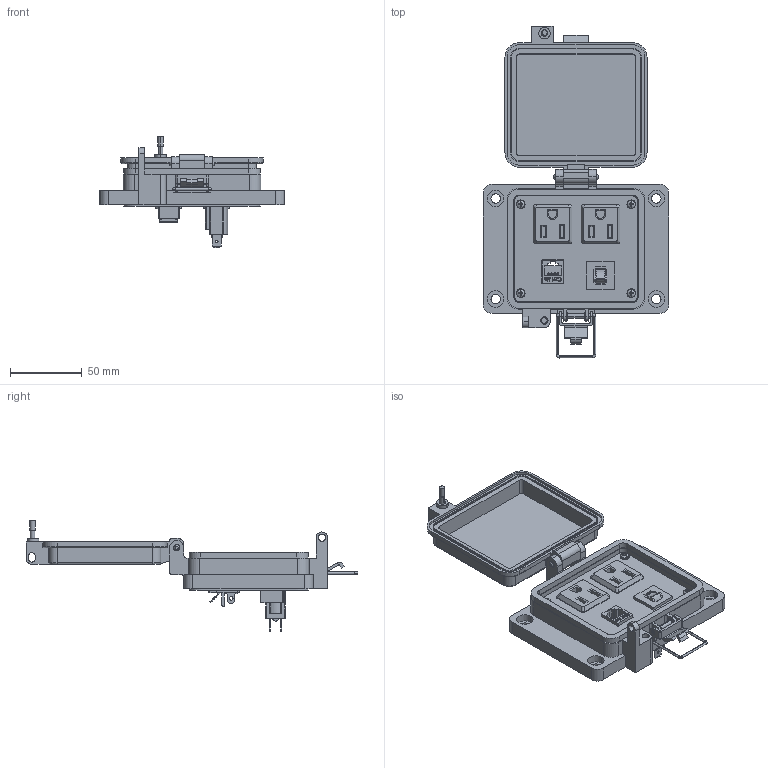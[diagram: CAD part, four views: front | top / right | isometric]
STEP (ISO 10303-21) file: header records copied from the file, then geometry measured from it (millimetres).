
FILE_DESCRIPTION (( 'STEP AP203' ), '1' );
FILE_NAME ('P-R2-K3RR3_3D.STEP', '2019-07-10T13:56:14', ( '' ), ( '' ), 'SwSTEP 2.0', 'SolidWorks 2019', '' );
FILE_SCHEMA (( 'CONFIG_CONTROL_DESIGN' ));
Length unit declared in the file: millimetre
Products named in the file (15): P-R2-K3RR3_TP060_1; R2; P-R2-K3RR3_FP060_1; Z-CB-SM; Z-000-4243316TFP; CBX; Z-200-OTLT-R0SQ; Z-H-K3_B; R; -K3; 92005A124_METRIC PAN HEAD PHILLIPS MACHINE SCREW_92005A124; P-R2-K3RR3_BP180_1; Z-300-RJ45CAT5; P-R2-K3RR3_3D
Assembly tree (20 placements, depth 3):
  P-R2-K3RR3_3D
    P-R2-K3RR3_BP180_1
    P-R2-K3RR3_TP060_1
    P-R2-K3RR3_FP060_1
    Z-000-4243316TFP  x3
    R
      Z-200-OTLT-R0SQ
    R
      Z-200-OTLT-R0SQ
    R2
      Z-300-RJ45CAT5
    CBX
      Z-CB-SM
    -K3
      Z-H-K3_B
    92005A124_METRIC PAN HEAD PHILLIPS MACHINE SCREW_92005A124  x4
Bounding box: 129 x 231.28 x 77.64 mm (x, y, z)
Volume: 185078 mm3; surface area: 117564 mm2
Topology: 24 solids, 24 shells, 2257 faces, 6307 edges, 4170 vertices
Faces by surface type: plane 969, cylinder 957, bspline 218, cone 73, torus 32, sphere 8
Entity records: 56557 total; most frequent: CARTESIAN_POINT 18562, ORIENTED_EDGE 8138, DIRECTION 6713, EDGE_CURVE 4069, VERTEX_POINT 2691, VECTOR 2573, LINE 2573, AXIS2_PLACEMENT_3D 2070
